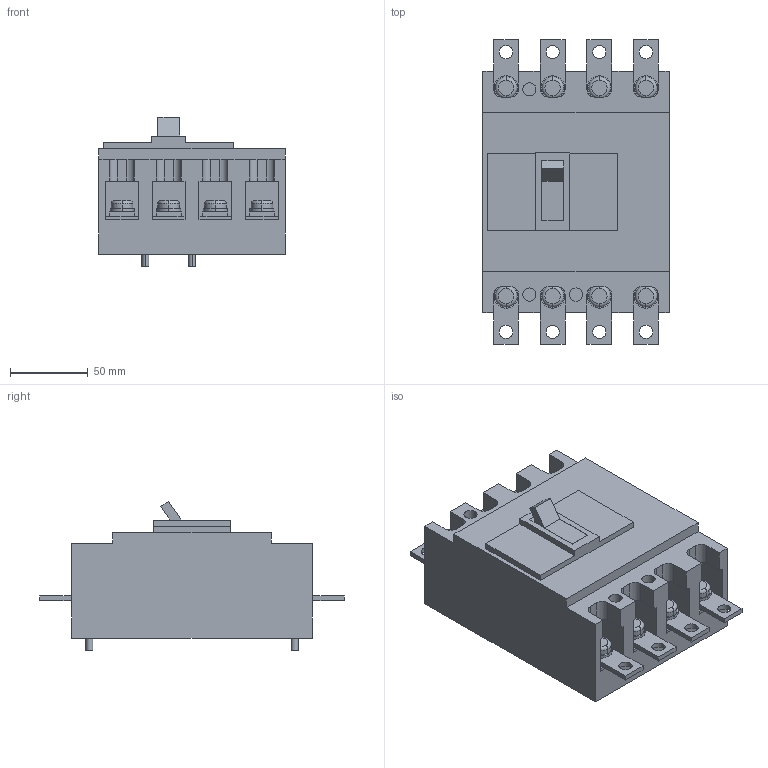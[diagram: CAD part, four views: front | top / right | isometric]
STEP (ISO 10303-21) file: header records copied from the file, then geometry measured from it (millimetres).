
FILE_DESCRIPTION(('CoCreate Modeling STEP Export'),'2;1');
FILE_NAME('Ｓ１００ＮＦ４ＦＢ.stp','2016-03-31T13:35:30',(''),(''),'CoCreate Modeling STEP processor for AP214 (Solid Model)','CoCreate Modeling 17.0 01-Apr-2010 (C) Parametric Technology GmbH','');
FILE_SCHEMA(('AUTOMOTIVE_DESIGN { 1 0 10303 214 1 1 1 1 }'));
Length unit declared in the file: millimetre
Products named in the file (8): p5.3; p2.7; p1; p4.2; p4.1; p3.3; p3.6; Ｓ１００ＮＦ４ＦＢ
Assembly tree (28 placements, depth 2):
  Ｓ１００ＮＦ４ＦＢ
    p3.6  x4
    p3.3  x4
    p2.7  x8
    p4.2  x2
    p5.3  x8
    p4.1
    p1
Bounding box: 120 x 196 x 96 mm (x, y, z)
Volume: 1157046.7 mm3; surface area: 125551.8 mm2
Topology: 28 solids, 28 shells, 428 faces, 1000 edges, 660 vertices
Faces by surface type: plane 244, cylinder 168, torus 16
Entity records: 6118 total; most frequent: ORIENTED_EDGE 1032, CARTESIAN_POINT 991, DIRECTION 942, EDGE_CURVE 516, VECTOR 356, LINE 356, VERTEX_POINT 342, AXIS2_PLACEMENT_3D 293
